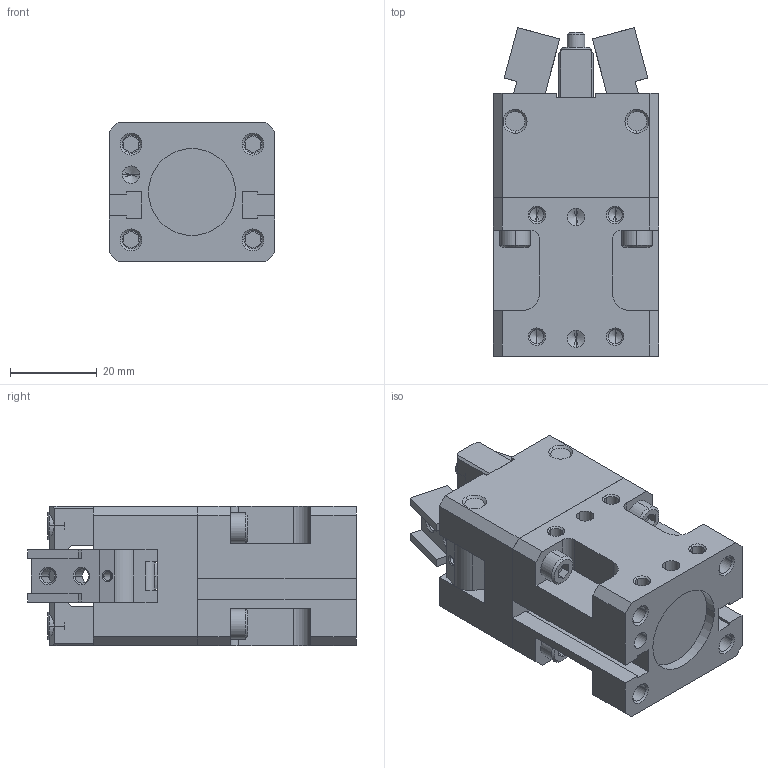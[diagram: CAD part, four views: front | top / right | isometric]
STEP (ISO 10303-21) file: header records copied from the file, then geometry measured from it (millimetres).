
FILE_DESCRIPTION( ( '' ), '1' );
FILE_NAME( 'of20_of300abc_0_2_14a.stp', '2010-10-25T15:53:50', ( '' ), ( '' ), ' ', ' ', ' ' );
FILE_SCHEMA( ( 'automotive_design' ) );
Length unit declared in the file: millimetre
Products named in the file (4): 1; 2; 3; 4
Bounding box: 38 x 75.58 x 32 mm (x, y, z)
Volume: 62009.1 mm3; surface area: 23101.3 mm2
Topology: 4 solids, 4 shells, 444 faces, 1140 edges, 709 vertices
Faces by surface type: plane 212, cylinder 124, cone 108
Entity records: 26420 total; most frequent: CARTESIAN_POINT 2723, DIRECTION 2332, STYLED_ITEM 2271, PRESENTATION_STYLE_ASSIGNMENT 2271, COLOUR_RGB 2271, ORIENTED_EDGE 2228, EDGE_CURVE 1114, CURVE_STYLE 1114
